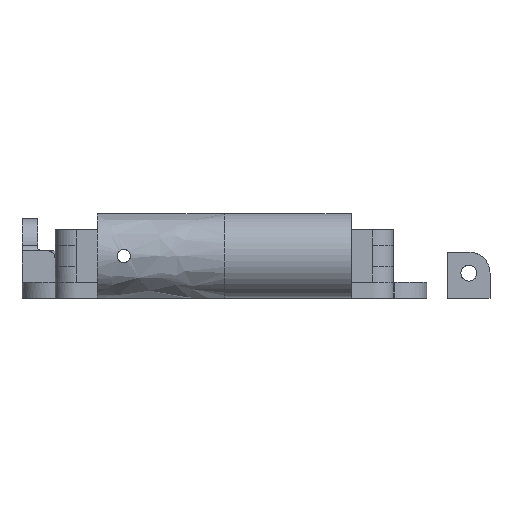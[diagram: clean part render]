
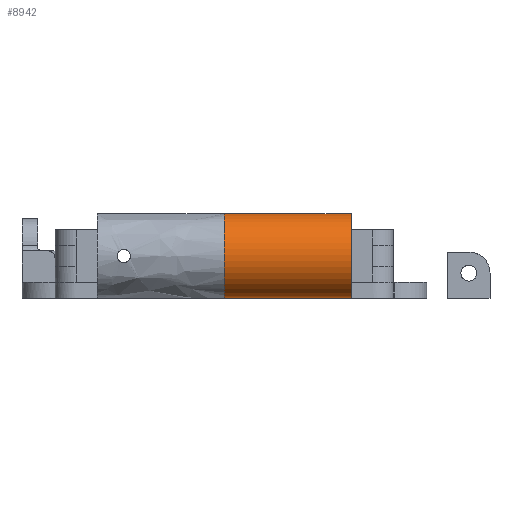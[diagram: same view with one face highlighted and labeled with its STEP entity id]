
A CAD part, front view. The second image highlights one B-rep face of the part: STEP entity #8942.
In plain terms, the highlighted free-form (B-spline) face has degree [2, 1] with [7, 2] control points.
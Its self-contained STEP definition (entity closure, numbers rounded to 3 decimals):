
#1086 = B_SPLINE_SURFACE_WITH_KNOTS('',1,1,(
    (#1087,#1088)
    ,(#1089,#1090
    )),.UNSPECIFIED.,.F.,.F.,.F.,(2,2),(2,2),(0.,92.015),(0.,
    113.235),.PIECEWISE_BEZIER_KNOTS.);
#1087 = CARTESIAN_POINT('',(39.015,-49.735,0.));
#1088 = CARTESIAN_POINT('',(39.015,63.5,0.));
#1089 = CARTESIAN_POINT('',(-53.,-49.735,0.));
#1090 = CARTESIAN_POINT('',(-53.,63.5,0.));
#1208 = VERTEX_POINT('',#1209);
#1209 = CARTESIAN_POINT('',(24.,-48.75,0.));
#1221 = PLANE('',#1222);
#1222 = AXIS2_PLACEMENT_3D('',#1223,#1224,#1225);
#1223 = CARTESIAN_POINT('',(24.,-53.75,16.));
#1224 = DIRECTION('',(1.,-0.,-0.));
#1225 = DIRECTION('',(0.,0.,-1.));
#8880 = B_SPLINE_SURFACE_WITH_KNOTS('',1,1,(
    (#8881,#8882)
    ,(#8883,#8884
    )),.UNSPECIFIED.,.F.,.F.,.F.,(2,2),(2,2),(0.,3.),(0.,48.),
  .PIECEWISE_BEZIER_KNOTS.);
#8881 = CARTESIAN_POINT('',(-24.,-53.75,13.));
#8882 = CARTESIAN_POINT('',(24.,-53.75,13.));
#8883 = CARTESIAN_POINT('',(-24.,-53.75,16.));
#8884 = CARTESIAN_POINT('',(24.,-53.75,16.));
#8942 = ADVANCED_FACE('',(#8943),#8961,.T.);
#8943 = FACE_BOUND('',#8944,.T.);
#8944 = EDGE_LOOP('',(#8945,#9002,#9021,#9051));
#8945 = ORIENTED_EDGE('',*,*,#8946,.F.);
#8946 = EDGE_CURVE('',#8947,#8949,#8951,.T.);
#8947 = VERTEX_POINT('',#8948);
#8948 = CARTESIAN_POINT('',(0.,-48.75,0.));
#8949 = VERTEX_POINT('',#8950);
#8950 = CARTESIAN_POINT('',(0.,-53.75,16.));
#8951 = SURFACE_CURVE('',#8952,(#8960,#8981),.PCURVE_S1.);
#8952 = ( BOUNDED_CURVE() B_SPLINE_CURVE(2,(#8953,#8954,#8955,#8956,
#8957,#8958,#8959),.UNSPECIFIED.,.F.,.F.) B_SPLINE_CURVE_WITH_KNOTS((3,2
    ,2,3),(26.708,31.708,44.274,
56.841),.UNSPECIFIED.) CURVE() GEOMETRIC_REPRESENTATION_ITEM() 
RATIONAL_B_SPLINE_CURVE((1.,1.,1.,0.707,1.,0.707,1.)) 
REPRESENTATION_ITEM('') );
#8953 = CARTESIAN_POINT('',(0.,-48.75,0.));
#8954 = CARTESIAN_POINT('',(0.,-51.25,0.));
#8955 = CARTESIAN_POINT('',(0.,-53.75,0.));
#8956 = CARTESIAN_POINT('',(0.,-61.75,0.));
#8957 = CARTESIAN_POINT('',(0.,-61.75,8.));
#8958 = CARTESIAN_POINT('',(0.,-61.75,16.));
#8959 = CARTESIAN_POINT('',(0.,-53.75,16.));
#8960 = PCURVE('',#8961,#8976);
#8961 = ( BOUNDED_SURFACE() B_SPLINE_SURFACE(2,1,(
    (#8962,#8963)
    ,(#8964,#8965)
    ,(#8966,#8967)
    ,(#8968,#8969)
    ,(#8970,#8971)
    ,(#8972,#8973)
    ,(#8974,#8975
)),.UNSPECIFIED.,.F.,.F.,.F.) B_SPLINE_SURFACE_WITH_KNOTS((3,2,2,3),(2,2
    ),(-56.841,-44.274,-31.708,-26.708),(
0.,24.),.UNSPECIFIED.) GEOMETRIC_REPRESENTATION_ITEM() 
RATIONAL_B_SPLINE_SURFACE((
    (1.,1.)
    ,(0.707,0.707)
    ,(1.,1.)
    ,(0.707,0.707)
    ,(1.,1.)
    ,(1.,1.)
,(1.,1.))) REPRESENTATION_ITEM('') SURFACE() );
#8962 = CARTESIAN_POINT('',(0.,-53.75,16.));
#8963 = CARTESIAN_POINT('',(24.,-53.75,16.));
#8964 = CARTESIAN_POINT('',(0.,-61.75,16.));
#8965 = CARTESIAN_POINT('',(24.,-61.75,16.));
#8966 = CARTESIAN_POINT('',(0.,-61.75,8.));
#8967 = CARTESIAN_POINT('',(24.,-61.75,8.));
#8968 = CARTESIAN_POINT('',(0.,-61.75,0.));
#8969 = CARTESIAN_POINT('',(24.,-61.75,0.));
#8970 = CARTESIAN_POINT('',(0.,-53.75,0.));
#8971 = CARTESIAN_POINT('',(24.,-53.75,0.));
#8972 = CARTESIAN_POINT('',(0.,-51.25,0.));
#8973 = CARTESIAN_POINT('',(24.,-51.25,0.));
#8974 = CARTESIAN_POINT('',(0.,-48.75,0.));
#8975 = CARTESIAN_POINT('',(24.,-48.75,0.));
#8976 = DEFINITIONAL_REPRESENTATION('',(#8977),#8980);
#8977 = B_SPLINE_CURVE_WITH_KNOTS('',1,(#8978,#8979),.UNSPECIFIED.,.F.,
  .F.,(2,2),(26.708,56.841),.PIECEWISE_BEZIER_KNOTS.);
#8978 = CARTESIAN_POINT('',(-26.708,0.));
#8979 = CARTESIAN_POINT('',(-56.841,0.));
#8980 = ( GEOMETRIC_REPRESENTATION_CONTEXT(2) 
PARAMETRIC_REPRESENTATION_CONTEXT() REPRESENTATION_CONTEXT('2D SPACE',''
  ) );
#8981 = PCURVE('',#8982,#8997);
#8982 = ( BOUNDED_SURFACE() B_SPLINE_SURFACE(2,1,(
    (#8983,#8984)
    ,(#8985,#8986)
    ,(#8987,#8988)
    ,(#8989,#8990)
    ,(#8991,#8992)
    ,(#8993,#8994)
    ,(#8995,#8996
)),.UNSPECIFIED.,.F.,.F.,.F.) B_SPLINE_SURFACE_WITH_KNOTS((3,2,2,3),(2,2
    ),(-56.841,-44.274,-31.708,-26.708),(
0.,24.),.UNSPECIFIED.) GEOMETRIC_REPRESENTATION_ITEM() 
RATIONAL_B_SPLINE_SURFACE((
    (1.,1.)
    ,(0.707,0.707)
    ,(1.,1.)
    ,(0.707,0.707)
    ,(1.,1.)
    ,(1.,1.)
,(1.,1.))) REPRESENTATION_ITEM('') SURFACE() );
#8983 = CARTESIAN_POINT('',(-24.,-53.75,16.));
#8984 = CARTESIAN_POINT('',(0.,-53.75,16.));
#8985 = CARTESIAN_POINT('',(-24.,-61.75,16.));
#8986 = CARTESIAN_POINT('',(0.,-61.75,16.));
#8987 = CARTESIAN_POINT('',(-24.,-61.75,8.));
#8988 = CARTESIAN_POINT('',(0.,-61.75,8.));
#8989 = CARTESIAN_POINT('',(-24.,-61.75,0.));
#8990 = CARTESIAN_POINT('',(0.,-61.75,0.));
#8991 = CARTESIAN_POINT('',(-24.,-53.75,0.));
#8992 = CARTESIAN_POINT('',(0.,-53.75,0.));
#8993 = CARTESIAN_POINT('',(-24.,-51.25,0.));
#8994 = CARTESIAN_POINT('',(0.,-51.25,0.));
#8995 = CARTESIAN_POINT('',(-24.,-48.75,0.));
#8996 = CARTESIAN_POINT('',(0.,-48.75,0.));
#8997 = DEFINITIONAL_REPRESENTATION('',(#8998),#9001);
#8998 = B_SPLINE_CURVE_WITH_KNOTS('',1,(#8999,#9000),.UNSPECIFIED.,.F.,
  .F.,(2,2),(26.708,56.841),.PIECEWISE_BEZIER_KNOTS.);
#8999 = CARTESIAN_POINT('',(-26.708,24.));
#9000 = CARTESIAN_POINT('',(-56.841,24.));
#9001 = ( GEOMETRIC_REPRESENTATION_CONTEXT(2) 
PARAMETRIC_REPRESENTATION_CONTEXT() REPRESENTATION_CONTEXT('2D SPACE',''
  ) );
#9002 = ORIENTED_EDGE('',*,*,#9003,.F.);
#9003 = EDGE_CURVE('',#1208,#8947,#9004,.T.);
#9004 = SURFACE_CURVE('',#9005,(#9009,#9015),.PCURVE_S1.);
#9005 = LINE('',#9006,#9007);
#9006 = CARTESIAN_POINT('',(0.,-48.75,0.));
#9007 = VECTOR('',#9008,1.);
#9008 = DIRECTION('',(-1.,0.,0.));
#9009 = PCURVE('',#8961,#9010);
#9010 = DEFINITIONAL_REPRESENTATION('',(#9011),#9014);
#9011 = B_SPLINE_CURVE_WITH_KNOTS('',1,(#9012,#9013),.UNSPECIFIED.,.F.,
  .F.,(2,2),(-24.,0.),.PIECEWISE_BEZIER_KNOTS.);
#9012 = CARTESIAN_POINT('',(-26.708,24.));
#9013 = CARTESIAN_POINT('',(-26.708,0.));
#9014 = ( GEOMETRIC_REPRESENTATION_CONTEXT(2) 
PARAMETRIC_REPRESENTATION_CONTEXT() REPRESENTATION_CONTEXT('2D SPACE',''
  ) );
#9015 = PCURVE('',#1086,#9016);
#9016 = DEFINITIONAL_REPRESENTATION('',(#9017),#9020);
#9017 = B_SPLINE_CURVE_WITH_KNOTS('',1,(#9018,#9019),.UNSPECIFIED.,.F.,
  .F.,(2,2),(-24.,0.),.PIECEWISE_BEZIER_KNOTS.);
#9018 = CARTESIAN_POINT('',(15.015,0.985));
#9019 = CARTESIAN_POINT('',(39.015,0.985));
#9020 = ( GEOMETRIC_REPRESENTATION_CONTEXT(2) 
PARAMETRIC_REPRESENTATION_CONTEXT() REPRESENTATION_CONTEXT('2D SPACE',''
  ) );
#9021 = ORIENTED_EDGE('',*,*,#9022,.T.);
#9022 = EDGE_CURVE('',#1208,#9023,#9025,.T.);
#9023 = VERTEX_POINT('',#9024);
#9024 = CARTESIAN_POINT('',(24.,-53.75,16.));
#9025 = SURFACE_CURVE('',#9026,(#9034,#9040),.PCURVE_S1.);
#9026 = ( BOUNDED_CURVE() B_SPLINE_CURVE(2,(#9027,#9028,#9029,#9030,
#9031,#9032,#9033),.UNSPECIFIED.,.F.,.F.) B_SPLINE_CURVE_WITH_KNOTS((3,2
    ,2,3),(26.708,31.708,44.274,
56.841),.UNSPECIFIED.) CURVE() GEOMETRIC_REPRESENTATION_ITEM() 
RATIONAL_B_SPLINE_CURVE((1.,1.,1.,0.707,1.,0.707,1.)) 
REPRESENTATION_ITEM('') );
#9027 = CARTESIAN_POINT('',(24.,-48.75,0.));
#9028 = CARTESIAN_POINT('',(24.,-51.25,0.));
#9029 = CARTESIAN_POINT('',(24.,-53.75,0.));
#9030 = CARTESIAN_POINT('',(24.,-61.75,0.));
#9031 = CARTESIAN_POINT('',(24.,-61.75,8.));
#9032 = CARTESIAN_POINT('',(24.,-61.75,16.));
#9033 = CARTESIAN_POINT('',(24.,-53.75,16.));
#9034 = PCURVE('',#8961,#9035);
#9035 = DEFINITIONAL_REPRESENTATION('',(#9036),#9039);
#9036 = B_SPLINE_CURVE_WITH_KNOTS('',1,(#9037,#9038),.UNSPECIFIED.,.F.,
  .F.,(2,2),(26.708,56.841),.PIECEWISE_BEZIER_KNOTS.);
#9037 = CARTESIAN_POINT('',(-26.708,24.));
#9038 = CARTESIAN_POINT('',(-56.841,24.));
#9039 = ( GEOMETRIC_REPRESENTATION_CONTEXT(2) 
PARAMETRIC_REPRESENTATION_CONTEXT() REPRESENTATION_CONTEXT('2D SPACE',''
  ) );
#9040 = PCURVE('',#1221,#9041);
#9041 = DEFINITIONAL_REPRESENTATION('',(#9042),#9050);
#9042 = ( BOUNDED_CURVE() B_SPLINE_CURVE(2,(#9043,#9044,#9045,#9046,
#9047,#9048,#9049),.UNSPECIFIED.,.F.,.F.) B_SPLINE_CURVE_WITH_KNOTS((3,2
    ,2,3),(26.708,31.708,44.274,
56.841),.UNSPECIFIED.) CURVE() GEOMETRIC_REPRESENTATION_ITEM() 
RATIONAL_B_SPLINE_CURVE((1.,1.,1.,0.707,1.,0.707,1.)) 
REPRESENTATION_ITEM('') );
#9043 = CARTESIAN_POINT('',(16.,5.));
#9044 = CARTESIAN_POINT('',(16.,2.5));
#9045 = CARTESIAN_POINT('',(16.,0.));
#9046 = CARTESIAN_POINT('',(16.,-8.));
#9047 = CARTESIAN_POINT('',(8.,-8.));
#9048 = CARTESIAN_POINT('',(0.,-8.));
#9049 = CARTESIAN_POINT('',(0.,0.));
#9050 = ( GEOMETRIC_REPRESENTATION_CONTEXT(2) 
PARAMETRIC_REPRESENTATION_CONTEXT() REPRESENTATION_CONTEXT('2D SPACE',''
  ) );
#9051 = ORIENTED_EDGE('',*,*,#9052,.F.);
#9052 = EDGE_CURVE('',#8949,#9023,#9053,.T.);
#9053 = SURFACE_CURVE('',#9054,(#9058,#9064),.PCURVE_S1.);
#9054 = LINE('',#9055,#9056);
#9055 = CARTESIAN_POINT('',(0.,-53.75,16.));
#9056 = VECTOR('',#9057,1.);
#9057 = DIRECTION('',(1.,0.,0.));
#9058 = PCURVE('',#8961,#9059);
#9059 = DEFINITIONAL_REPRESENTATION('',(#9060),#9063);
#9060 = B_SPLINE_CURVE_WITH_KNOTS('',1,(#9061,#9062),.UNSPECIFIED.,.F.,
  .F.,(2,2),(0.,24.),.PIECEWISE_BEZIER_KNOTS.);
#9061 = CARTESIAN_POINT('',(-56.841,0.));
#9062 = CARTESIAN_POINT('',(-56.841,24.));
#9063 = ( GEOMETRIC_REPRESENTATION_CONTEXT(2) 
PARAMETRIC_REPRESENTATION_CONTEXT() REPRESENTATION_CONTEXT('2D SPACE',''
  ) );
#9064 = PCURVE('',#8880,#9065);
#9065 = DEFINITIONAL_REPRESENTATION('',(#9066),#9069);
#9066 = B_SPLINE_CURVE_WITH_KNOTS('',1,(#9067,#9068),.UNSPECIFIED.,.F.,
  .F.,(2,2),(0.,24.),.PIECEWISE_BEZIER_KNOTS.);
#9067 = CARTESIAN_POINT('',(3.,24.));
#9068 = CARTESIAN_POINT('',(3.,48.));
#9069 = ( GEOMETRIC_REPRESENTATION_CONTEXT(2) 
PARAMETRIC_REPRESENTATION_CONTEXT() REPRESENTATION_CONTEXT('2D SPACE',''
  ) );
